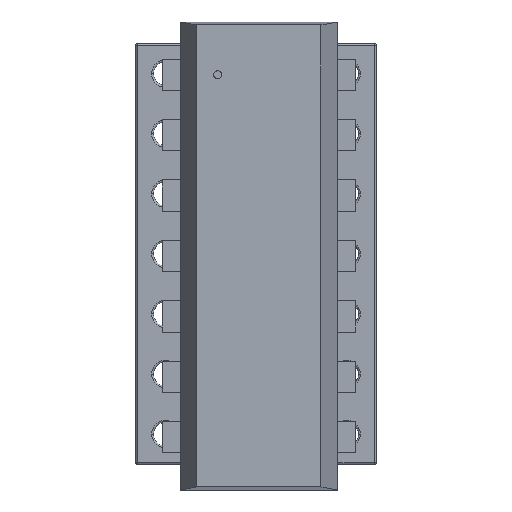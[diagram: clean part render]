
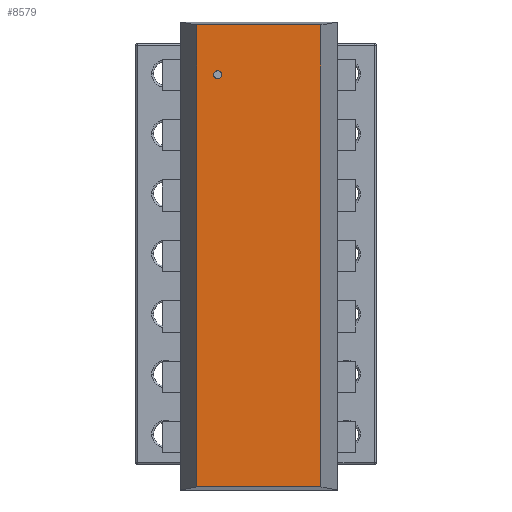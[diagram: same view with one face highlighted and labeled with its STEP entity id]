
A CAD part, top view. The second image highlights one B-rep face of the part: STEP entity #8579.
In plain terms, the highlighted planar face has unit normal (0, 0, 1).
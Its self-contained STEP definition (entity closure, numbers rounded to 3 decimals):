
#25 = CARTESIAN_POINT ( 'NONE',  ( 6.553, -17.336, 5.207 ) ) ;
#512 = B_SPLINE_CURVE_WITH_KNOTS ( 'NONE', 3,
 ( #1522, #4782, #8863, #4588 ),
 .UNSPECIFIED., .F., .F.,
 ( 4, 4 ),
 ( 0., 1. ),
 .UNSPECIFIED. ) ;
#576 = CARTESIAN_POINT ( 'NONE',  ( 3.065, 2.095, 5.207 ) ) ;
#862 = DIRECTION ( 'NONE',  ( 1., 0., 0. ) ) ;
#1522 = CARTESIAN_POINT ( 'NONE',  ( 6.553, -17.336, 5.207 ) ) ;
#1870 = CARTESIAN_POINT ( 'NONE',  ( 1.321, 2.096, 5.207 ) ) ;
#2650 = CARTESIAN_POINT ( 'NONE',  ( 1.321, -17.336, 5.207 ) ) ;
#3738 = ORIENTED_EDGE ( 'NONE', *, *, #12504, .F. ) ;
#3753 = B_SPLINE_CURVE_WITH_KNOTS ( 'NONE', 3,
 ( #8971, #7982, #5082, #12080 ),
 .UNSPECIFIED., .F., .F.,
 ( 4, 4 ),
 ( 0., 1. ),
 .UNSPECIFIED. ) ;
#3820 = EDGE_CURVE ( 'NONE', #5568, #11045, #3753, .T. ) ;
#4055 = DIRECTION ( 'NONE',  ( 0., 0., 1. ) ) ;
#4291 = EDGE_LOOP ( 'NONE', ( #12745, #7585, #5822, #3738 ) ) ;
#4588 = CARTESIAN_POINT ( 'NONE',  ( 1.321, -17.336, 5.207 ) ) ;
#4636 = CARTESIAN_POINT ( 'NONE',  ( 6.553, 2.096, 5.207 ) ) ;
#4782 = CARTESIAN_POINT ( 'NONE',  ( 4.809, -17.335, 5.207 ) ) ;
#4927 = CARTESIAN_POINT ( 'NONE',  ( 1.321, 2.096, 5.207 ) ) ;
#5082 = CARTESIAN_POINT ( 'NONE',  ( 6.554, -10.859, 5.207 ) ) ;
#5568 = VERTEX_POINT ( 'NONE', #9812 ) ;
#5668 = CARTESIAN_POINT ( 'NONE',  ( 1.32, -10.859, 5.207 ) ) ;
#5822 = ORIENTED_EDGE ( 'NONE', *, *, #7541, .F. ) ;
#6142 = B_SPLINE_CURVE_WITH_KNOTS ( 'NONE', 3,
 ( #2650, #5668, #9745, #4927 ),
 .UNSPECIFIED., .F., .F.,
 ( 4, 4 ),
 ( 0., 1. ),
 .UNSPECIFIED. ) ;
#7541 = EDGE_CURVE ( 'NONE', #8018, #5568, #8501, .T. ) ;
#7585 = ORIENTED_EDGE ( 'NONE', *, *, #3820, .F. ) ;
#7734 = CARTESIAN_POINT ( 'NONE',  ( 1.321, 2.096, 5.207 ) ) ;
#7982 = CARTESIAN_POINT ( 'NONE',  ( 6.554, -4.381, 5.207 ) ) ;
#8018 = VERTEX_POINT ( 'NONE', #1870 ) ;
#8501 = B_SPLINE_CURVE_WITH_KNOTS ( 'NONE', 3,
 ( #7734, #576, #11564, #4636 ),
 .UNSPECIFIED., .F., .F.,
 ( 4, 4 ),
 ( 0., 1. ),
 .UNSPECIFIED. ) ;
#8579 = ADVANCED_FACE ( 'NONE', ( #11236 ), #13272, .T. ) ;
#8863 = CARTESIAN_POINT ( 'NONE',  ( 3.065, -17.335, 5.207 ) ) ;
#8971 = CARTESIAN_POINT ( 'NONE',  ( 6.553, 2.096, 5.207 ) ) ;
#9305 = EDGE_CURVE ( 'NONE', #11045, #10279, #512, .T. ) ;
#9370 = CARTESIAN_POINT ( 'NONE',  ( 1.321, -17.336, 5.207 ) ) ;
#9745 = CARTESIAN_POINT ( 'NONE',  ( 1.32, -4.381, 5.207 ) ) ;
#9812 = CARTESIAN_POINT ( 'NONE',  ( 6.553, 2.096, 5.207 ) ) ;
#10279 = VERTEX_POINT ( 'NONE', #9370 ) ;
#11045 = VERTEX_POINT ( 'NONE', #25 ) ;
#11236 = FACE_OUTER_BOUND ( 'NONE', #4291, .T. ) ;
#11564 = CARTESIAN_POINT ( 'NONE',  ( 4.809, 2.095, 5.207 ) ) ;
#12080 = CARTESIAN_POINT ( 'NONE',  ( 6.553, -17.336, 5.207 ) ) ;
#12504 = EDGE_CURVE ( 'NONE', #10279, #8018, #6142, .T. ) ;
#12634 = AXIS2_PLACEMENT_3D ( 'NONE', #13141, #4055, #862 ) ;
#12745 = ORIENTED_EDGE ( 'NONE', *, *, #9305, .F. ) ;
#13141 = CARTESIAN_POINT ( 'NONE',  ( 1.321, -17.336, 5.207 ) ) ;
#13272 = PLANE ( 'NONE',  #12634 ) ;
